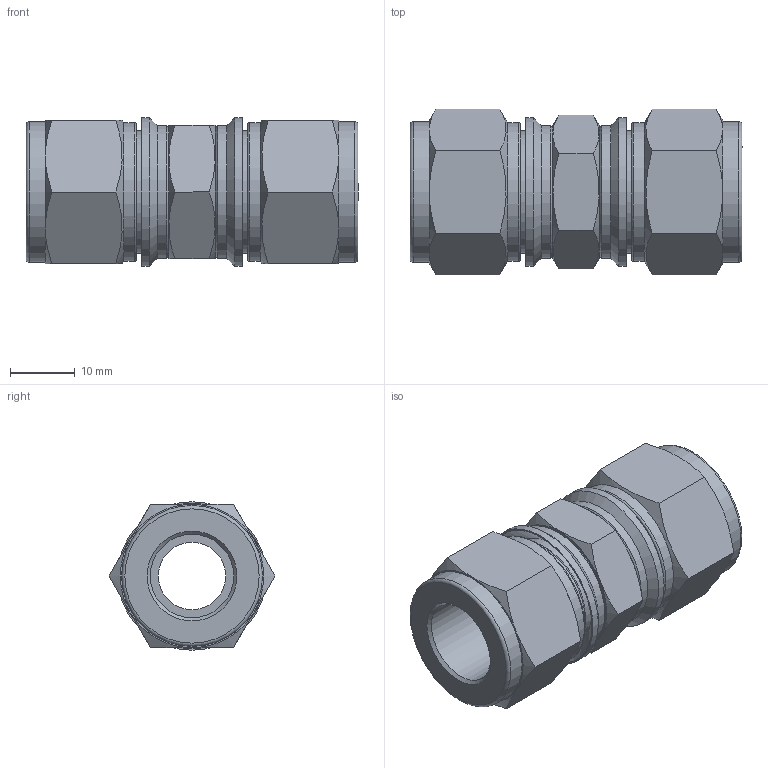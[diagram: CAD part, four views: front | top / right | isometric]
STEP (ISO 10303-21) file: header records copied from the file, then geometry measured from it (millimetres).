
FILE_DESCRIPTION(/* description */ (''),/* implementation_level */ '2;1');
FILE_NAME(/* name */ 'SUI-8.stp',/* time_stamp */ '2022-07-08T10:18:35+09:00',/* author */ ('user'),/* organization */ (''),/* preprocessor_version */ 'ST-DEVELOPER v18.1',/* originating_system */ 'Autodesk Inventor 2022',/* authorisation */ '');
FILE_SCHEMA (('AUTOMOTIVE_DESIGN { 1 0 10303 214 3 1 1 }'));
Length unit declared in the file: millimetre
Products named in the file (1): SU-8
Bounding box: 51.4 x 25.66 x 23 mm (x, y, z)
Volume: 13253.1 mm3; surface area: 8004 mm2
Topology: 1 solids, 1 shells, 87 faces, 187 edges, 118 vertices
Faces by surface type: plane 36, cone 28, cylinder 19, torus 4
Full cylindrical faces by diameter (mm): 10.41 x1, 12.896 x2, 12.9 x2, 17.2 x2, 17.7 x2, 18.9 x2, 20.6 x2, 21.5 x2, 21.8 x2, 23 x2
Entity records: 2352 total; most frequent: CARTESIAN_POINT 489, DIRECTION 389, ORIENTED_EDGE 374, EDGE_CURVE 187, AXIS2_PLACEMENT_3D 162, VERTEX_POINT 118, EDGE_LOOP 105, FACE_OUTER_BOUND 87
